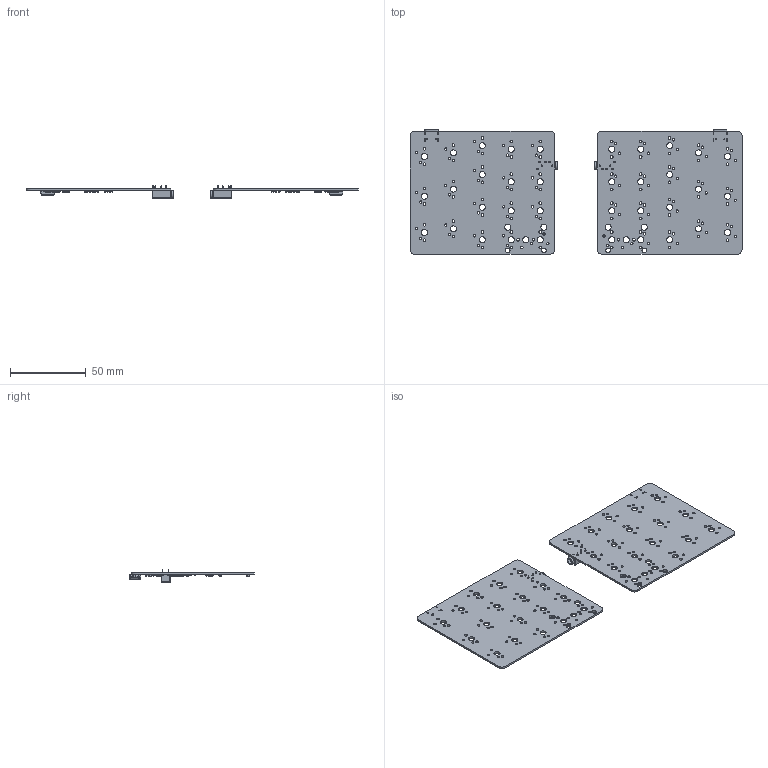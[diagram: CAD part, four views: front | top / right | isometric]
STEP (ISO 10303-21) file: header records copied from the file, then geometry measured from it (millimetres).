
FILE_DESCRIPTION(('KiCad electronic assembly'),'2;1');
FILE_NAME('spruce_pcbs.step','2025-03-13T11:35:40',('Pcbnew'),('Kicad'), 'Open CASCADE STEP processor 7.7','KiCad to STEP converter','Unknown' );
FILE_SCHEMA(('AUTOMOTIVE_DESIGN { 1 0 10303 214 1 1 1 1 }'));
Length unit declared in the file: millimetre
Products named in the file (25): spruce_pcbs 1; D_SOD-323; D_SOD_323; CON_TYPE-C-31-M-12; CON_TYPE-C-31-M-12 v3; CON_MJ-4PP-9; MJ-4PP-9 v3; C_0402_1005Metric; LQFP-48_7x7mm_P0.5mm; LQFP_48_7x7mm_P05mm; SW_SPST_TL3342; R_0402_1005Metric; SOT-143; SOT_143; Fuse_1206_3216Metric; C_0603_1608Metric; SOT-23; SOT_23; _autosave-spruce_p3_together_PCB_1; _autosave-spruce_p3_together_PCB_2
Assembly tree (93 placements, depth 3):
  spruce_pcbs 1
    D_SOD-323  x36
      D_SOD_323
    CON_TYPE-C-31-M-12  x2
      CON_TYPE-C-31-M-12 v3
    CON_MJ-4PP-9  x2
      MJ-4PP-9 v3
    C_0402_1005Metric  x18
      C_0402_1005Metric
    LQFP-48_7x7mm_P0.5mm  x2
      LQFP_48_7x7mm_P05mm
    SW_SPST_TL3342  x4
      SW_SPST_TL3342
    R_0402_1005Metric  x8
      R_0402_1005Metric
    SOT-143  x2
      SOT_143
    Fuse_1206_3216Metric  x2
      Fuse_1206_3216Metric
    C_0603_1608Metric  x2
      C_0603_1608Metric
    SOT-23  x2
      SOT_23
    _autosave-spruce_p3_together_PCB_1
    _autosave-spruce_p3_together_PCB_2
Bounding box: 218.48 x 81.88 x 8 mm (x, y, z)
Volume: 18511.3 mm3; surface area: 34934.9 mm2
Topology: 96 solids, 100 shells, 7460 faces, 18826 edges, 11628 vertices
Faces by surface type: plane 4170, cylinder 1828, bspline 1306, sphere 80, torus 64, cone 12
Full cylindrical faces by diameter (mm): 0.5 x6, 0.65 x4, 0.8 x8, 1.524 x76, 1.75 x76, 2 x4, 3.048 x4, 3.6 x2, 3.988 x42, 5 x2
Entity records: 83806 total; most frequent: CARTESIAN_POINT 17654, ORIENTED_EDGE 11722, DIRECTION 11473, EDGE_CURVE 5861, LINE 4061, VECTOR 4061, AXIS2_PLACEMENT_3D 3706, VERTEX_POINT 3685
